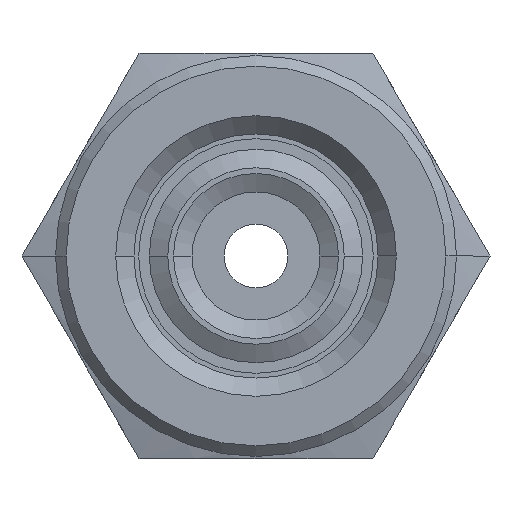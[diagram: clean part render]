
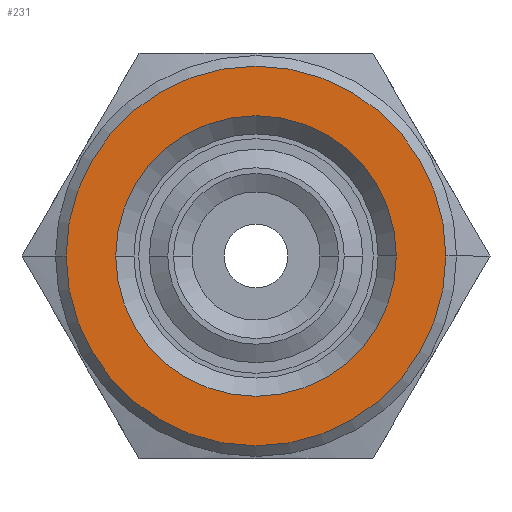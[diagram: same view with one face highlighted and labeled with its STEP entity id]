
A CAD part, left-side view. The second image highlights one B-rep face of the part: STEP entity #231.
In plain terms, the highlighted planar face has unit normal (-1, 0, 0).
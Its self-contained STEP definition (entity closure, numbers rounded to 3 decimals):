
#231 = ADVANCED_FACE( '', ( #524, #525 ), #526, .T. );
#524 = FACE_BOUND( '', #886, .T. );
#525 = FACE_OUTER_BOUND( '', #887, .T. );
#526 = PLANE( '', #888 );
#886 = EDGE_LOOP( '', ( #1866, #1867 ) );
#887 = EDGE_LOOP( '', ( #1868, #1869 ) );
#888 = AXIS2_PLACEMENT_3D( '', #1870, #1871, #1872 );
#1866 = ORIENTED_EDGE( '', *, *, #2603, .F. );
#1867 = ORIENTED_EDGE( '', *, *, #2449, .F. );
#1868 = ORIENTED_EDGE( '', *, *, #2387, .T. );
#1869 = ORIENTED_EDGE( '', *, *, #2623, .T. );
#1870 = CARTESIAN_POINT( '', ( 0., 7.739, 0. ) );
#1871 = DIRECTION( '', ( -1., 0., 0. ) );
#1872 = DIRECTION( '', ( 0., 1., 0. ) );
#2387 = EDGE_CURVE( '', #2819, #2823, #2825, .T. );
#2449 = EDGE_CURVE( '', #2938, #2936, #2940, .T. );
#2603 = EDGE_CURVE( '', #2936, #2938, #3187, .T. );
#2623 = EDGE_CURVE( '', #2823, #2819, #3209, .T. );
#2819 = VERTEX_POINT( '', #3503 );
#2823 = VERTEX_POINT( '', #3508 );
#2825 = CIRCLE( '', #3511, 8.9 );
#2936 = VERTEX_POINT( '', #3696 );
#2938 = VERTEX_POINT( '', #3699 );
#2940 = CIRCLE( '', #3702, 6.579 );
#3187 = CIRCLE( '', #4109, 6.579 );
#3209 = CIRCLE( '', #4131, 8.9 );
#3503 = CARTESIAN_POINT( '', ( 0., 8.9, 0. ) );
#3508 = CARTESIAN_POINT( '', ( 0., -8.9, 0. ) );
#3511 = AXIS2_PLACEMENT_3D( '', #4673, #4674, #4675 );
#3696 = CARTESIAN_POINT( '', ( 0., 6.579, 0. ) );
#3699 = CARTESIAN_POINT( '', ( 0., -6.579, 0. ) );
#3702 = AXIS2_PLACEMENT_3D( '', #4797, #4798, #4799 );
#4109 = AXIS2_PLACEMENT_3D( '', #5029, #5030, #5031 );
#4131 = AXIS2_PLACEMENT_3D( '', #5089, #5090, #5091 );
#4673 = CARTESIAN_POINT( '', ( 0., 0., 0. ) );
#4674 = DIRECTION( '', ( -1., 0., 0. ) );
#4675 = DIRECTION( '', ( 0., 1., 0. ) );
#4797 = CARTESIAN_POINT( '', ( 0., 0., 0. ) );
#4798 = DIRECTION( '', ( -1., 0., 0. ) );
#4799 = DIRECTION( '', ( 0., 1., 0. ) );
#5029 = CARTESIAN_POINT( '', ( 0., 0., 0. ) );
#5030 = DIRECTION( '', ( -1., 0., 0. ) );
#5031 = DIRECTION( '', ( 0., 1., 0. ) );
#5089 = CARTESIAN_POINT( '', ( 0., 0., 0. ) );
#5090 = DIRECTION( '', ( -1., 0., 0. ) );
#5091 = DIRECTION( '', ( 0., 1., 0. ) );
